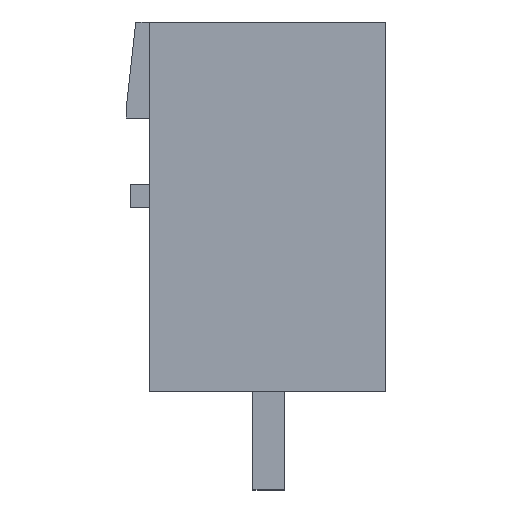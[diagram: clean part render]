
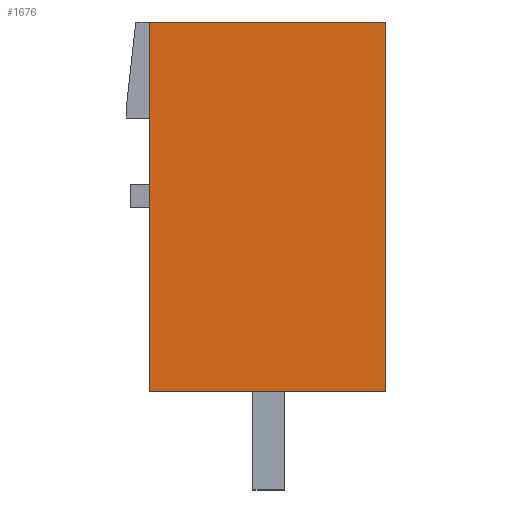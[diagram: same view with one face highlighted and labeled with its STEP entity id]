
A CAD part, left-side view. The second image highlights one B-rep face of the part: STEP entity #1676.
In plain terms, the highlighted planar face has unit normal (-1, 0, 0).
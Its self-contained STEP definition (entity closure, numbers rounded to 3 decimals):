
#1656=AXIS2_PLACEMENT_3D('Plane Axis2P3D',#1653,#1654,#1655) ;
#913=CARTESIAN_POINT('Vertex',(0.,0.,3.2)) ;
#916=CARTESIAN_POINT('Line Origine',(0.,3.84,3.2)) ;
#920=CARTESIAN_POINT('Vertex',(0.,7.68,3.2)) ;
#1357=CARTESIAN_POINT('Vertex',(0.,0.,15.2)) ;
#1360=CARTESIAN_POINT('Line Origine',(0.,0.,9.2)) ;
#1653=CARTESIAN_POINT('Axis2P3D Location',(0.,-1.5,3.2)) ;
#1658=CARTESIAN_POINT('Line Origine',(0.,7.68,9.2)) ;
#1662=CARTESIAN_POINT('Vertex',(0.,7.68,15.2)) ;
#1665=CARTESIAN_POINT('Line Origine',(0.,3.84,15.2)) ;
#917=DIRECTION('Vector Direction',(0.,-1.,0.)) ;
#1361=DIRECTION('Vector Direction',(0.,0.,-1.)) ;
#1654=DIRECTION('Axis2P3D Direction',(-1.,0.,0.)) ;
#1655=DIRECTION('Axis2P3D XDirection',(0.,0.,1.)) ;
#1659=DIRECTION('Vector Direction',(0.,0.,-1.)) ;
#1666=DIRECTION('Vector Direction',(0.,-1.,0.)) ;
#918=VECTOR('Line Direction',#917,1.) ;
#1362=VECTOR('Line Direction',#1361,1.) ;
#1660=VECTOR('Line Direction',#1659,1.) ;
#1667=VECTOR('Line Direction',#1666,1.) ;
#1671=ORIENTED_EDGE('',*,*,#1664,.T.) ;
#1672=ORIENTED_EDGE('',*,*,#922,.T.) ;
#1673=ORIENTED_EDGE('',*,*,#1364,.T.) ;
#1674=ORIENTED_EDGE('',*,*,#1669,.T.) ;
#1676=ADVANCED_FACE('HOUSING',(#1675),#1657,.T.) ;
#922=EDGE_CURVE('',#921,#914,#919,.T.) ;
#1364=EDGE_CURVE('',#914,#1358,#1363,.F.) ;
#1664=EDGE_CURVE('',#1663,#921,#1661,.T.) ;
#1669=EDGE_CURVE('',#1358,#1663,#1668,.F.) ;
#1670=EDGE_LOOP('',(#1671,#1672,#1673,#1674)) ;
#1675=FACE_OUTER_BOUND('',#1670,.T.) ;
#919=LINE('Line',#916,#918) ;
#1363=LINE('Line',#1360,#1362) ;
#1661=LINE('Line',#1658,#1660) ;
#1668=LINE('Line',#1665,#1667) ;
#1657=PLANE('',#1656) ;
#914=VERTEX_POINT('',#913) ;
#921=VERTEX_POINT('',#920) ;
#1358=VERTEX_POINT('',#1357) ;
#1663=VERTEX_POINT('',#1662) ;
